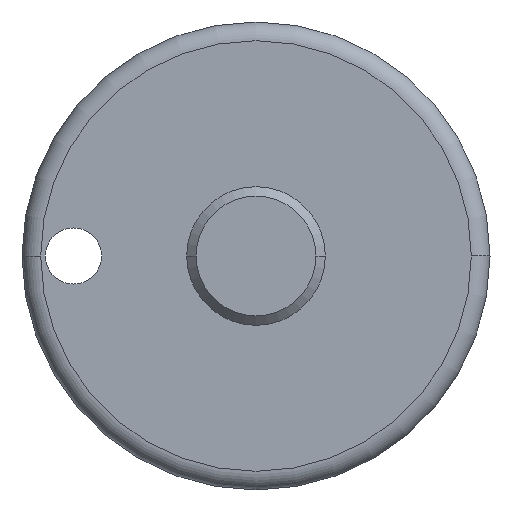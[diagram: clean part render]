
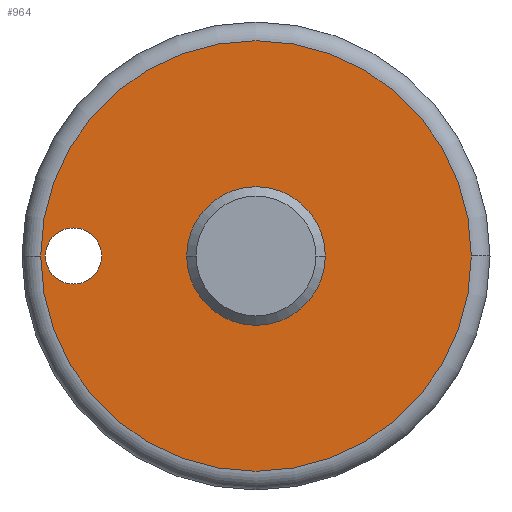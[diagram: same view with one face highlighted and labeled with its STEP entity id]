
A CAD part, left-side view. The second image highlights one B-rep face of the part: STEP entity #964.
In plain terms, the highlighted planar face has unit normal (-1, 0, 0).
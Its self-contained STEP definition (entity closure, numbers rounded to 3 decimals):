
#31 = VERTEX_POINT ( 'NONE', #107 ) ;
#38 = ORIENTED_EDGE ( 'NONE', *, *, #859, .T. ) ;
#65 = EDGE_LOOP ( 'NONE', ( #603, #264 ) ) ;
#67 = ORIENTED_EDGE ( 'NONE', *, *, #689, .F. ) ;
#72 = AXIS2_PLACEMENT_3D ( 'NONE', #277, #444, #586 ) ;
#80 = CARTESIAN_POINT ( 'NONE',  ( -43.681, 13.221, 0. ) ) ;
#81 = CIRCLE ( 'NONE', #833, 3.7 ) ;
#92 = FACE_BOUND ( 'NONE', #65, .T. ) ;
#107 = CARTESIAN_POINT ( 'NONE',  ( -43.681, -2.979, 0. ) ) ;
#145 = CARTESIAN_POINT ( 'NONE',  ( -43.681, 8.971, 0. ) ) ;
#178 = CARTESIAN_POINT ( 'NONE',  ( -43.681, 10.471, 0. ) ) ;
#184 = DIRECTION ( 'NONE',  ( 1., 0., 0. ) ) ;
#191 = CARTESIAN_POINT ( 'NONE',  ( -43.681, 0.721, 0. ) ) ;
#243 = CARTESIAN_POINT ( 'NONE',  ( -43.681, 12.221, 0. ) ) ;
#252 = AXIS2_PLACEMENT_3D ( 'NONE', #1029, #532, #929 ) ;
#264 = ORIENTED_EDGE ( 'NONE', *, *, #527, .T. ) ;
#277 = CARTESIAN_POINT ( 'NONE',  ( -43.681, 0.721, 0. ) ) ;
#284 = PLANE ( 'NONE',  #413 ) ;
#291 = DIRECTION ( 'NONE',  ( 0., -1., 0. ) ) ;
#345 = DIRECTION ( 'NONE',  ( 0., 1., 0. ) ) ;
#353 = DIRECTION ( 'NONE',  ( 0., 1., 0. ) ) ;
#354 = DIRECTION ( 'NONE',  ( -1., 0., 0. ) ) ;
#374 = CARTESIAN_POINT ( 'NONE',  ( -43.681, 11.971, 0. ) ) ;
#382 = DIRECTION ( 'NONE',  ( 0., 1., 0. ) ) ;
#383 = EDGE_LOOP ( 'NONE', ( #650, #38 ) ) ;
#403 = ORIENTED_EDGE ( 'NONE', *, *, #948, .F. ) ;
#406 = DIRECTION ( 'NONE',  ( -1., 0., 0. ) ) ;
#413 = AXIS2_PLACEMENT_3D ( 'NONE', #80, #731, #382 ) ;
#415 = VERTEX_POINT ( 'NONE', #374 ) ;
#422 = EDGE_CURVE ( 'NONE', #528, #641, #715, .T. ) ;
#428 = CARTESIAN_POINT ( 'NONE',  ( -43.681, 0.721, 0. ) ) ;
#444 = DIRECTION ( 'NONE',  ( -1., 0., 0. ) ) ;
#446 = FACE_OUTER_BOUND ( 'NONE', #383, .T. ) ;
#470 = FACE_BOUND ( 'NONE', #1040, .T. ) ;
#471 = CIRCLE ( 'NONE', #932, 11.5 ) ;
#527 = EDGE_CURVE ( 'NONE', #649, #415, #769, .T. ) ;
#528 = VERTEX_POINT ( 'NONE', #243 ) ;
#532 = DIRECTION ( 'NONE',  ( 1., 0., 0. ) ) ;
#550 = CARTESIAN_POINT ( 'NONE',  ( -43.681, 0.721, 0. ) ) ;
#551 = AXIS2_PLACEMENT_3D ( 'NONE', #191, #354, #601 ) ;
#586 = DIRECTION ( 'NONE',  ( 0., 1., 0. ) ) ;
#593 = DIRECTION ( 'NONE',  ( -1., 0., 0. ) ) ;
#601 = DIRECTION ( 'NONE',  ( 0., -1., 0. ) ) ;
#603 = ORIENTED_EDGE ( 'NONE', *, *, #845, .T. ) ;
#641 = VERTEX_POINT ( 'NONE', #707 ) ;
#649 = VERTEX_POINT ( 'NONE', #145 ) ;
#650 = ORIENTED_EDGE ( 'NONE', *, *, #422, .T. ) ;
#689 = EDGE_CURVE ( 'NONE', #965, #31, #81, .T. ) ;
#707 = CARTESIAN_POINT ( 'NONE',  ( -43.681, -10.779, 0. ) ) ;
#715 = CIRCLE ( 'NONE', #72, 11.5 ) ;
#719 = CARTESIAN_POINT ( 'NONE',  ( -43.681, 4.421, 0. ) ) ;
#731 = DIRECTION ( 'NONE',  ( 1., 0., 0. ) ) ;
#769 = CIRCLE ( 'NONE', #844, 1.5 ) ;
#816 = CIRCLE ( 'NONE', #551, 3.7 ) ;
#833 = AXIS2_PLACEMENT_3D ( 'NONE', #550, #406, #291 ) ;
#835 = CIRCLE ( 'NONE', #252, 1.5 ) ;
#844 = AXIS2_PLACEMENT_3D ( 'NONE', #178, #184, #353 ) ;
#845 = EDGE_CURVE ( 'NONE', #415, #649, #835, .T. ) ;
#859 = EDGE_CURVE ( 'NONE', #641, #528, #471, .T. ) ;
#929 = DIRECTION ( 'NONE',  ( 0., 1., 0. ) ) ;
#932 = AXIS2_PLACEMENT_3D ( 'NONE', #428, #593, #345 ) ;
#948 = EDGE_CURVE ( 'NONE', #31, #965, #816, .T. ) ;
#964 = ADVANCED_FACE ( 'NONE', ( #92, #446, #470 ), #284, .F. ) ;
#965 = VERTEX_POINT ( 'NONE', #719 ) ;
#1029 = CARTESIAN_POINT ( 'NONE',  ( -43.681, 10.471, 0. ) ) ;
#1040 = EDGE_LOOP ( 'NONE', ( #403, #67 ) ) ;
